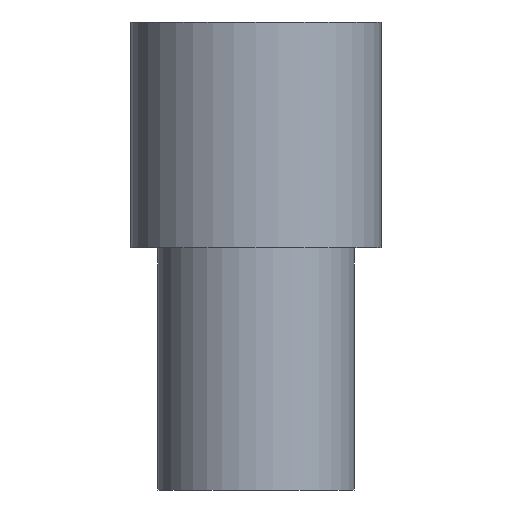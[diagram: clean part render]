
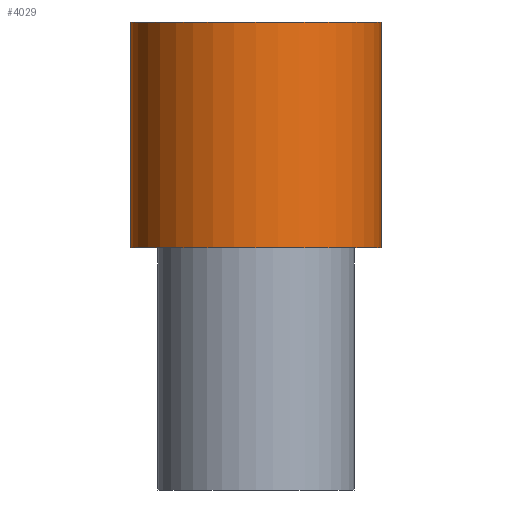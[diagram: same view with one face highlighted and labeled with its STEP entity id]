
A CAD part, left-side view. The second image highlights one B-rep face of the part: STEP entity #4029.
In plain terms, the highlighted cylindrical face has radius 15.5 mm (diameter 31 mm), a full revolution.
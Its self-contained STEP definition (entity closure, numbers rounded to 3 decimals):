
#26=CYLINDRICAL_SURFACE($,#4169,15.5);
#40=CIRCLE($,#4131,15.5);
#51=CIRCLE($,#4167,15.5);
#273=FACE_OUTER_BOUND($,#1336,.T.);
#1073=FACE_BOUND($,#1337,.T.);
#1336=EDGE_LOOP($,(#3674));
#1337=EDGE_LOOP($,(#3675));
#1951=VERTEX_POINT($,#7742);
#1962=VERTEX_POINT($,#7789);
#2526=EDGE_CURVE($,#1951,#1951,#40,.T.);
#2537=EDGE_CURVE($,#1962,#1962,#51,.T.);
#3674=ORIENTED_EDGE($,*,*,#2526,.T.);
#3675=ORIENTED_EDGE($,*,*,#2537,.F.);
#4029=ADVANCED_FACE($,(#273,#1073),#26,.T.);
#4131=AXIS2_PLACEMENT_3D($,#7743,#4686,#4687);
#4167=AXIS2_PLACEMENT_3D($,#7790,#4758,#4759);
#4169=AXIS2_PLACEMENT_3D($,#7793,#4762,#4763);
#4686=DIRECTION('center_axis',(0.,0.,-1.));
#4687=DIRECTION('ref_axis',(-1.,0.,0.));
#4758=DIRECTION('center_axis',(0.,0.,-1.));
#4759=DIRECTION('ref_axis',(-1.,0.,0.));
#4762=DIRECTION('center_axis',(0.,0.,1.));
#4763=DIRECTION('ref_axis',(-1.,0.,0.));
#7742=CARTESIAN_POINT('',(15.5,0.,58.));
#7743=CARTESIAN_POINT('Origin',(0.,0.,58.));
#7789=CARTESIAN_POINT('',(15.5,0.,30.));
#7790=CARTESIAN_POINT('Origin',(0.,0.,30.));
#7793=CARTESIAN_POINT('Origin',(0.,0.,30.));
